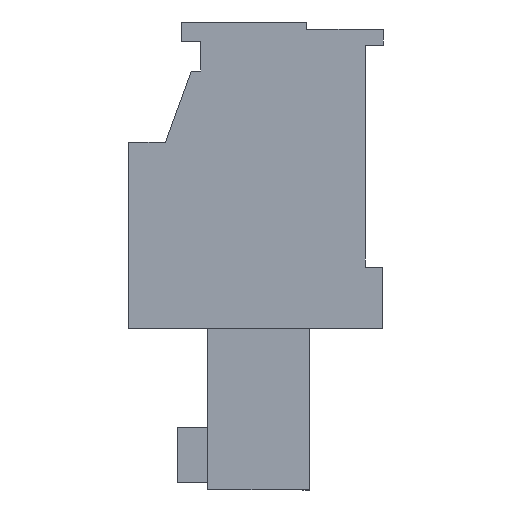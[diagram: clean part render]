
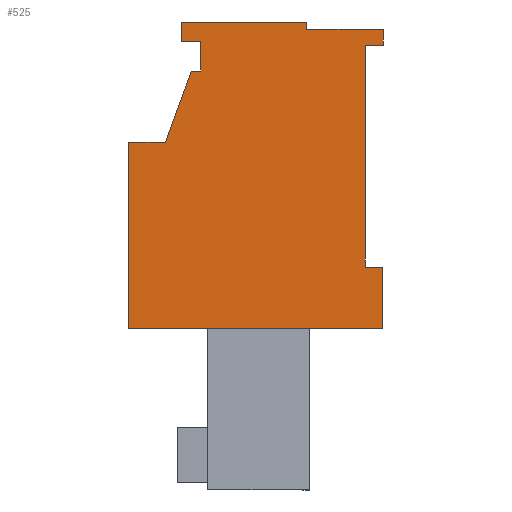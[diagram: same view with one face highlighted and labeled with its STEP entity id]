
A CAD part, left-side view. The second image highlights one B-rep face of the part: STEP entity #525.
In plain terms, the highlighted planar face has unit normal (-1, 0, 0).
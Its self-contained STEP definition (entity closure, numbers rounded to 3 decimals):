
#409=AXIS2_PLACEMENT_3D('Plane Axis2P3D',#406,#407,#408) ;
#49=CARTESIAN_POINT('Vertex',(0.,7.45,17.1)) ;
#52=CARTESIAN_POINT('Line Origine',(0.,7.45,17.7)) ;
#56=CARTESIAN_POINT('Vertex',(0.,7.45,18.3)) ;
#107=CARTESIAN_POINT('Line Origine',(0.,7.647,17.1)) ;
#111=CARTESIAN_POINT('Vertex',(0.,7.844,17.1)) ;
#406=CARTESIAN_POINT('Axis2P3D Location',(0.,5.25,6.6)) ;
#411=CARTESIAN_POINT('Line Origine',(0.,0.05,7.85)) ;
#415=CARTESIAN_POINT('Vertex',(0.,0.05,9.1)) ;
#417=CARTESIAN_POINT('Vertex',(0.,0.05,6.6)) ;
#420=CARTESIAN_POINT('Line Origine',(0.,0.4,9.1)) ;
#424=CARTESIAN_POINT('Vertex',(0.,0.75,9.1)) ;
#427=CARTESIAN_POINT('Line Origine',(0.,0.75,13.625)) ;
#431=CARTESIAN_POINT('Vertex',(0.,0.75,18.15)) ;
#434=CARTESIAN_POINT('Line Origine',(0.,0.375,18.15)) ;
#438=CARTESIAN_POINT('Vertex',(0.,0.,18.15)) ;
#441=CARTESIAN_POINT('Line Origine',(0.,0.,18.475)) ;
#445=CARTESIAN_POINT('Vertex',(0.,0.,18.8)) ;
#448=CARTESIAN_POINT('Line Origine',(0.,1.565,18.8)) ;
#452=CARTESIAN_POINT('Vertex',(0.,3.13,18.8)) ;
#455=CARTESIAN_POINT('Line Origine',(0.,3.13,18.95)) ;
#459=CARTESIAN_POINT('Vertex',(0.,3.13,19.1)) ;
#462=CARTESIAN_POINT('Line Origine',(0.,5.69,19.1)) ;
#466=CARTESIAN_POINT('Vertex',(0.,8.25,19.1)) ;
#469=CARTESIAN_POINT('Line Origine',(0.,8.25,18.7)) ;
#473=CARTESIAN_POINT('Vertex',(0.,8.25,18.3)) ;
#476=CARTESIAN_POINT('Line Origine',(0.,7.85,18.3)) ;
#481=CARTESIAN_POINT('Line Origine',(0.,8.372,15.65)) ;
#485=CARTESIAN_POINT('Vertex',(0.,8.9,14.2)) ;
#488=CARTESIAN_POINT('Line Origine',(0.,9.65,14.2)) ;
#492=CARTESIAN_POINT('Vertex',(0.,10.4,14.2)) ;
#495=CARTESIAN_POINT('Line Origine',(0.,10.4,10.4)) ;
#499=CARTESIAN_POINT('Vertex',(0.,10.4,6.6)) ;
#502=CARTESIAN_POINT('Line Origine',(0.,5.225,6.6)) ;
#53=DIRECTION('Vector Direction',(0.,0.,1.)) ;
#108=DIRECTION('Vector Direction',(0.,-1.,0.)) ;
#407=DIRECTION('Axis2P3D Direction',(1.,0.,0.)) ;
#408=DIRECTION('Axis2P3D XDirection',(0.,1.,0.)) ;
#412=DIRECTION('Vector Direction',(0.,0.,-1.)) ;
#421=DIRECTION('Vector Direction',(0.,-1.,0.)) ;
#428=DIRECTION('Vector Direction',(0.,0.,-1.)) ;
#435=DIRECTION('Vector Direction',(0.,1.,0.)) ;
#442=DIRECTION('Vector Direction',(0.,0.,-1.)) ;
#449=DIRECTION('Vector Direction',(0.,-1.,0.)) ;
#456=DIRECTION('Vector Direction',(0.,0.,1.)) ;
#463=DIRECTION('Vector Direction',(0.,-1.,0.)) ;
#470=DIRECTION('Vector Direction',(0.,0.,1.)) ;
#477=DIRECTION('Vector Direction',(0.,-1.,0.)) ;
#482=DIRECTION('Vector Direction',(0.,-0.342,0.94)) ;
#489=DIRECTION('Vector Direction',(0.,-1.,0.)) ;
#496=DIRECTION('Vector Direction',(0.,0.,1.)) ;
#503=DIRECTION('Vector Direction',(0.,1.,0.)) ;
#54=VECTOR('Line Direction',#53,1.) ;
#109=VECTOR('Line Direction',#108,1.) ;
#413=VECTOR('Line Direction',#412,1.) ;
#422=VECTOR('Line Direction',#421,1.) ;
#429=VECTOR('Line Direction',#428,1.) ;
#436=VECTOR('Line Direction',#435,1.) ;
#443=VECTOR('Line Direction',#442,1.) ;
#450=VECTOR('Line Direction',#449,1.) ;
#457=VECTOR('Line Direction',#456,1.) ;
#464=VECTOR('Line Direction',#463,1.) ;
#471=VECTOR('Line Direction',#470,1.) ;
#478=VECTOR('Line Direction',#477,1.) ;
#483=VECTOR('Line Direction',#482,1.) ;
#490=VECTOR('Line Direction',#489,1.) ;
#497=VECTOR('Line Direction',#496,1.) ;
#504=VECTOR('Line Direction',#503,1.) ;
#508=ORIENTED_EDGE('',*,*,#419,.F.) ;
#509=ORIENTED_EDGE('',*,*,#426,.F.) ;
#510=ORIENTED_EDGE('',*,*,#433,.F.) ;
#511=ORIENTED_EDGE('',*,*,#440,.F.) ;
#512=ORIENTED_EDGE('',*,*,#447,.F.) ;
#513=ORIENTED_EDGE('',*,*,#454,.F.) ;
#514=ORIENTED_EDGE('',*,*,#461,.T.) ;
#515=ORIENTED_EDGE('',*,*,#468,.F.) ;
#516=ORIENTED_EDGE('',*,*,#475,.F.) ;
#517=ORIENTED_EDGE('',*,*,#480,.T.) ;
#518=ORIENTED_EDGE('',*,*,#58,.F.) ;
#519=ORIENTED_EDGE('',*,*,#113,.F.) ;
#520=ORIENTED_EDGE('',*,*,#487,.F.) ;
#521=ORIENTED_EDGE('',*,*,#494,.F.) ;
#522=ORIENTED_EDGE('',*,*,#501,.F.) ;
#523=ORIENTED_EDGE('',*,*,#506,.F.) ;
#525=ADVANCED_FACE('HOUSING',(#524),#410,.F.) ;
#58=EDGE_CURVE('',#50,#57,#55,.T.) ;
#113=EDGE_CURVE('',#112,#50,#110,.T.) ;
#419=EDGE_CURVE('',#416,#418,#414,.T.) ;
#426=EDGE_CURVE('',#425,#416,#423,.T.) ;
#433=EDGE_CURVE('',#432,#425,#430,.T.) ;
#440=EDGE_CURVE('',#439,#432,#437,.T.) ;
#447=EDGE_CURVE('',#446,#439,#444,.T.) ;
#454=EDGE_CURVE('',#453,#446,#451,.T.) ;
#461=EDGE_CURVE('',#453,#460,#458,.T.) ;
#468=EDGE_CURVE('',#467,#460,#465,.T.) ;
#475=EDGE_CURVE('',#474,#467,#472,.T.) ;
#480=EDGE_CURVE('',#474,#57,#479,.T.) ;
#487=EDGE_CURVE('',#486,#112,#484,.T.) ;
#494=EDGE_CURVE('',#493,#486,#491,.T.) ;
#501=EDGE_CURVE('',#500,#493,#498,.T.) ;
#506=EDGE_CURVE('',#418,#500,#505,.T.) ;
#507=EDGE_LOOP('',(#508,#509,#510,#511,#512,#513,#514,#515,#516,#517,#518,#519,#520,#521,#522,#523)) ;
#524=FACE_OUTER_BOUND('',#507,.T.) ;
#55=LINE('Line',#52,#54) ;
#110=LINE('Line',#107,#109) ;
#414=LINE('Line',#411,#413) ;
#423=LINE('Line',#420,#422) ;
#430=LINE('Line',#427,#429) ;
#437=LINE('Line',#434,#436) ;
#444=LINE('Line',#441,#443) ;
#451=LINE('Line',#448,#450) ;
#458=LINE('Line',#455,#457) ;
#465=LINE('Line',#462,#464) ;
#472=LINE('Line',#469,#471) ;
#479=LINE('Line',#476,#478) ;
#484=LINE('Line',#481,#483) ;
#491=LINE('Line',#488,#490) ;
#498=LINE('Line',#495,#497) ;
#505=LINE('Line',#502,#504) ;
#410=PLANE('',#409) ;
#50=VERTEX_POINT('',#49) ;
#57=VERTEX_POINT('',#56) ;
#112=VERTEX_POINT('',#111) ;
#416=VERTEX_POINT('',#415) ;
#418=VERTEX_POINT('',#417) ;
#425=VERTEX_POINT('',#424) ;
#432=VERTEX_POINT('',#431) ;
#439=VERTEX_POINT('',#438) ;
#446=VERTEX_POINT('',#445) ;
#453=VERTEX_POINT('',#452) ;
#460=VERTEX_POINT('',#459) ;
#467=VERTEX_POINT('',#466) ;
#474=VERTEX_POINT('',#473) ;
#486=VERTEX_POINT('',#485) ;
#493=VERTEX_POINT('',#492) ;
#500=VERTEX_POINT('',#499) ;
